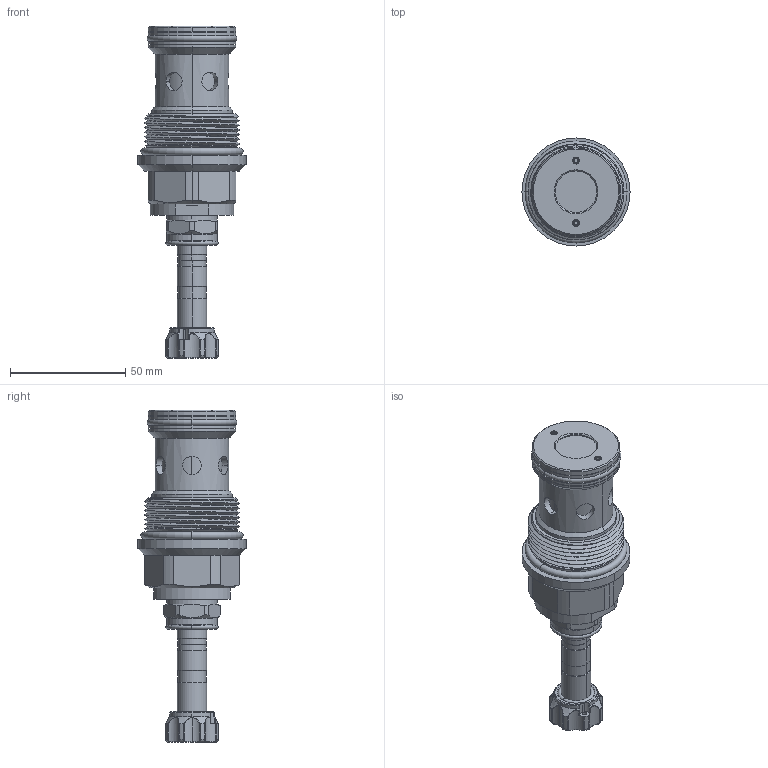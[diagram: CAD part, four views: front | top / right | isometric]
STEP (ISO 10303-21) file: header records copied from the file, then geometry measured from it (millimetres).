
FILE_DESCRIPTION (( 'STEP AP203' ), '1' );
FILE_NAME ('EP42M2A06N95.STEP', '2024-07-04T03:59:15', ( '' ), ( '' ), 'SwSTEP 2.0', 'SolidWorks 2018', '' );
FILE_SCHEMA (( 'CONFIG_CONTROL_DESIGN' ));
Length unit declared in the file: millimetre
Products named in the file (1): EP42M2A06N95
Bounding box: 46.8 x 46.8 x 143.75 mm (x, y, z)
Volume: 103640.8 mm3; surface area: 20883.5 mm2
Topology: 1 solids, 3 shells, 345 faces, 812 edges, 494 vertices
Faces by surface type: cylinder 153, cone 62, plane 56, torus 37, bspline 37
Entity records: 14805 total; most frequent: CARTESIAN_POINT 7047, ORIENTED_EDGE 1620, DIRECTION 1614, EDGE_CURVE 810, AXIS2_PLACEMENT_3D 679, VERTEX_POINT 494, CIRCLE 370, EDGE_LOOP 370
